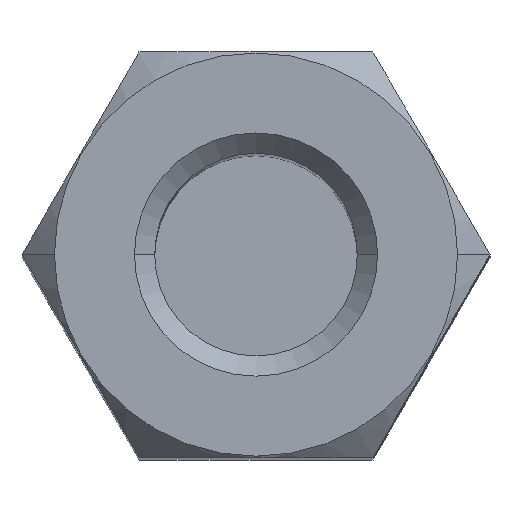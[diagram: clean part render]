
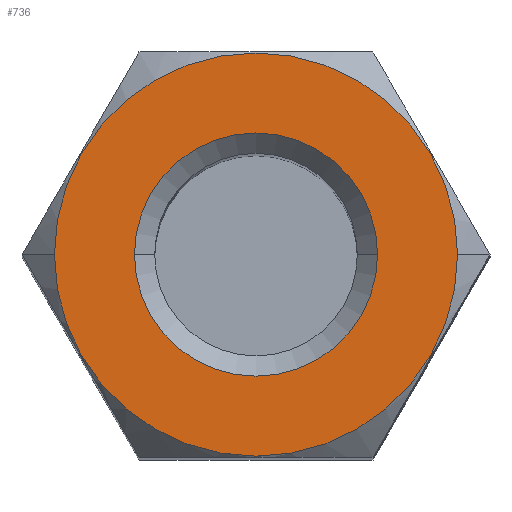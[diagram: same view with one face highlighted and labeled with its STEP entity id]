
A CAD part, top view. The second image highlights one B-rep face of the part: STEP entity #736.
In plain terms, the highlighted planar face has unit normal (0, 0, 1).
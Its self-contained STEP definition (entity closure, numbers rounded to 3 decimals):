
#30 = CARTESIAN_POINT ( 'NONE',  ( 0., 0., 10. ) ) ;
#51 = CARTESIAN_POINT ( 'NONE',  ( 2.487, 0., 10. ) ) ;
#52 = DIRECTION ( 'NONE',  ( 0., 0., 1. ) ) ;
#55 = EDGE_CURVE ( 'NONE', #119, #112, #705, .T. ) ;
#58 = EDGE_CURVE ( 'NONE', #112, #119, #482, .T. ) ;
#67 = AXIS2_PLACEMENT_3D ( 'NONE', #624, #52, #109 ) ;
#75 = CARTESIAN_POINT ( 'NONE',  ( 1.5, 0., 10. ) ) ;
#76 = ORIENTED_EDGE ( 'NONE', *, *, #55, .T. ) ;
#97 = CARTESIAN_POINT ( 'NONE',  ( 0., 0., 10. ) ) ;
#108 = CARTESIAN_POINT ( 'NONE',  ( -2.487, 0., 10. ) ) ;
#109 = DIRECTION ( 'NONE',  ( 1., 0., 0. ) ) ;
#112 = VERTEX_POINT ( 'NONE', #51 ) ;
#119 = VERTEX_POINT ( 'NONE', #108 ) ;
#130 = FACE_OUTER_BOUND ( 'NONE', #700, .T. ) ;
#175 = DIRECTION ( 'NONE',  ( 0., 0., -1. ) ) ;
#178 = VERTEX_POINT ( 'NONE', #548 ) ;
#212 = CARTESIAN_POINT ( 'NONE',  ( 0., 0., 10. ) ) ;
#229 = DIRECTION ( 'NONE',  ( 1., 0., 0. ) ) ;
#253 = AXIS2_PLACEMENT_3D ( 'NONE', #212, #267, #229 ) ;
#256 = PLANE ( 'NONE',  #67 ) ;
#267 = DIRECTION ( 'NONE',  ( 0., 0., -1. ) ) ;
#294 = DIRECTION ( 'NONE',  ( 1., 0., 0. ) ) ;
#302 = AXIS2_PLACEMENT_3D ( 'NONE', #30, #662, #534 ) ;
#446 = AXIS2_PLACEMENT_3D ( 'NONE', #97, #175, #598 ) ;
#454 = AXIS2_PLACEMENT_3D ( 'NONE', #779, #720, #294 ) ;
#482 = CIRCLE ( 'NONE', #302, 2.487 ) ;
#526 = VERTEX_POINT ( 'NONE', #75 ) ;
#534 = DIRECTION ( 'NONE',  ( 1., 0., 0. ) ) ;
#545 = EDGE_CURVE ( 'NONE', #178, #526, #818, .T. ) ;
#548 = CARTESIAN_POINT ( 'NONE',  ( -1.5, 0., 10. ) ) ;
#568 = EDGE_LOOP ( 'NONE', ( #789, #748 ) ) ;
#598 = DIRECTION ( 'NONE',  ( 1., 0., 0. ) ) ;
#624 = CARTESIAN_POINT ( 'NONE',  ( 0., 0., 10. ) ) ;
#644 = EDGE_CURVE ( 'NONE', #526, #178, #707, .T. ) ;
#662 = DIRECTION ( 'NONE',  ( 0., 0., 1. ) ) ;
#663 = ORIENTED_EDGE ( 'NONE', *, *, #58, .T. ) ;
#700 = EDGE_LOOP ( 'NONE', ( #663, #76 ) ) ;
#705 = CIRCLE ( 'NONE', #454, 2.487 ) ;
#707 = CIRCLE ( 'NONE', #446, 1.5 ) ;
#720 = DIRECTION ( 'NONE',  ( 0., 0., 1. ) ) ;
#736 = ADVANCED_FACE ( 'NONE', ( #759, #130 ), #256, .T. ) ;
#748 = ORIENTED_EDGE ( 'NONE', *, *, #545, .T. ) ;
#759 = FACE_BOUND ( 'NONE', #568, .T. ) ;
#779 = CARTESIAN_POINT ( 'NONE',  ( 0., 0., 10. ) ) ;
#789 = ORIENTED_EDGE ( 'NONE', *, *, #644, .T. ) ;
#818 = CIRCLE ( 'NONE', #253, 1.5 ) ;
